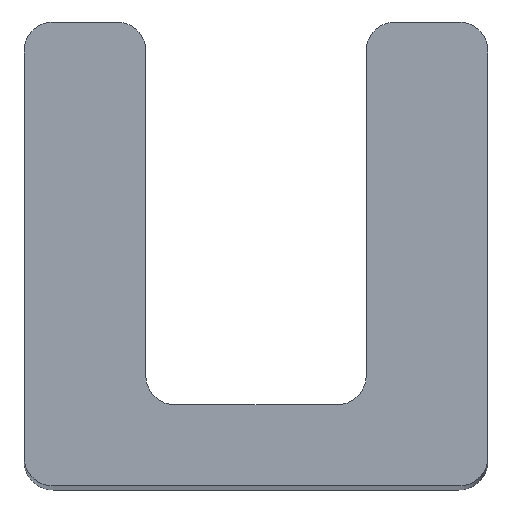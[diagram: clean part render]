
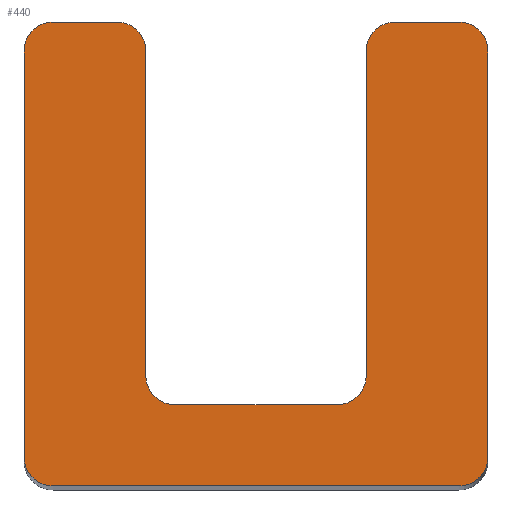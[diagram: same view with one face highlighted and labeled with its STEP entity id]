
A CAD part, top view. The second image highlights one B-rep face of the part: STEP entity #440.
In plain terms, the highlighted planar face has unit normal (0, 0, 1).
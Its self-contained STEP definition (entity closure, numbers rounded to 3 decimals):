
#4 = EDGE_CURVE ( 'NONE', #848, #149, #630, .T. ) ;
#12 = AXIS2_PLACEMENT_3D ( 'NONE', #1047, #367, #1156 ) ;
#28 = ORIENTED_EDGE ( 'NONE', *, *, #283, .T. ) ;
#30 = ORIENTED_EDGE ( 'NONE', *, *, #405, .T. ) ;
#34 = DIRECTION ( 'NONE',  ( 0., 1., 0. ) ) ;
#36 = ORIENTED_EDGE ( 'NONE', *, *, #1097, .T. ) ;
#37 = DIRECTION ( 'NONE',  ( 1., 0., 0. ) ) ;
#39 = AXIS2_PLACEMENT_3D ( 'NONE', #986, #303, #1098 ) ;
#54 = ORIENTED_EDGE ( 'NONE', *, *, #989, .T. ) ;
#63 = DIRECTION ( 'NONE',  ( 0., 0., 1. ) ) ;
#72 = VERTEX_POINT ( 'NONE', #1212 ) ;
#110 = DIRECTION ( 'NONE',  ( 0., 0., 1. ) ) ;
#114 = CARTESIAN_POINT ( 'NONE',  ( -4., 8., 40. ) ) ;
#117 = VECTOR ( 'NONE', #296, 1000. ) ;
#124 = CARTESIAN_POINT ( 'NONE',  ( 1.4, 1.4, 40. ) ) ;
#126 = DIRECTION ( 'NONE',  ( 0., 1., 0. ) ) ;
#131 = AXIS2_PLACEMENT_3D ( 'NONE', #550, #1346, #654 ) ;
#135 = ORIENTED_EDGE ( 'NONE', *, *, #698, .F. ) ;
#149 = VERTEX_POINT ( 'NONE', #1443 ) ;
#161 = CARTESIAN_POINT ( 'NONE',  ( -1.9, 1.4, 40. ) ) ;
#182 = CARTESIAN_POINT ( 'NONE',  ( 4., 8., 40. ) ) ;
#201 = LINE ( 'NONE', #389, #1082 ) ;
#231 = CARTESIAN_POINT ( 'NONE',  ( -2.4, 8., 40. ) ) ;
#248 = AXIS2_PLACEMENT_3D ( 'NONE', #1245, #564, #1360 ) ;
#281 = AXIS2_PLACEMENT_3D ( 'NONE', #547, #1344, #653 ) ;
#283 = EDGE_CURVE ( 'NONE', #72, #848, #955, .T. ) ;
#296 = DIRECTION ( 'NONE',  ( 1., 0., 0. ) ) ;
#301 = AXIS2_PLACEMENT_3D ( 'NONE', #644, #1437, #755 ) ;
#303 = DIRECTION ( 'NONE',  ( 0., 0., 1. ) ) ;
#315 = ORIENTED_EDGE ( 'NONE', *, *, #932, .T. ) ;
#333 = VECTOR ( 'NONE', #126, 1000. ) ;
#367 = DIRECTION ( 'NONE',  ( 0., 0., 1. ) ) ;
#389 = CARTESIAN_POINT ( 'NONE',  ( -1.9, 8., 40. ) ) ;
#390 = ORIENTED_EDGE ( 'NONE', *, *, #1157, .T. ) ;
#396 = VERTEX_POINT ( 'NONE', #946 ) ;
#405 = EDGE_CURVE ( 'NONE', #411, #842, #764, .T. ) ;
#407 = CIRCLE ( 'NONE', #702, 0.5 ) ;
#411 = VERTEX_POINT ( 'NONE', #1293 ) ;
#433 = ORIENTED_EDGE ( 'NONE', *, *, #1203, .T. ) ;
#440 = ADVANCED_FACE ( 'NONE', ( #738 ), #445, .T. ) ;
#445 = PLANE ( 'NONE',  #737 ) ;
#464 = CARTESIAN_POINT ( 'NONE',  ( 3.5, 8., 40. ) ) ;
#477 = VERTEX_POINT ( 'NONE', #785 ) ;
#480 = CIRCLE ( 'NONE', #248, 0.5 ) ;
#483 = LINE ( 'NONE', #161, #739 ) ;
#505 = CIRCLE ( 'NONE', #12, 0.5 ) ;
#507 = VECTOR ( 'NONE', #34, 1000. ) ;
#533 = CARTESIAN_POINT ( 'NONE',  ( -1.9, 1.9, 40. ) ) ;
#547 = CARTESIAN_POINT ( 'NONE',  ( 3.5, 0.5, 40. ) ) ;
#550 = CARTESIAN_POINT ( 'NONE',  ( -1.4, 1.9, 40. ) ) ;
#553 = CARTESIAN_POINT ( 'NONE',  ( -1.62, 8., 40. ) ) ;
#564 = DIRECTION ( 'NONE',  ( 0., 0., -1. ) ) ;
#600 = LINE ( 'NONE', #971, #1467 ) ;
#613 = DIRECTION ( 'NONE',  ( -1., 0., 0. ) ) ;
#628 = VECTOR ( 'NONE', #1475, 1000. ) ;
#630 = LINE ( 'NONE', #182, #333 ) ;
#633 = ORIENTED_EDGE ( 'NONE', *, *, #823, .T. ) ;
#644 = CARTESIAN_POINT ( 'NONE',  ( -2.4, 7.5, 40. ) ) ;
#653 = DIRECTION ( 'NONE',  ( 1., 0., 0. ) ) ;
#654 = DIRECTION ( 'NONE',  ( 1., 0., 0. ) ) ;
#659 = ORIENTED_EDGE ( 'NONE', *, *, #958, .T. ) ;
#666 = DIRECTION ( 'NONE',  ( 1., 0., 0. ) ) ;
#668 = EDGE_CURVE ( 'NONE', #1274, #396, #841, .T. ) ;
#687 = CIRCLE ( 'NONE', #39, 0.5 ) ;
#698 = EDGE_CURVE ( 'NONE', #1123, #842, #201, .T. ) ;
#702 = AXIS2_PLACEMENT_3D ( 'NONE', #786, #110, #908 ) ;
#706 = VECTOR ( 'NONE', #613, 1000. ) ;
#717 = CARTESIAN_POINT ( 'NONE',  ( 1.9, 8., 40. ) ) ;
#719 = EDGE_CURVE ( 'NONE', #411, #1418, #483, .T. ) ;
#729 = EDGE_CURVE ( 'NONE', #1208, #882, #1010, .T. ) ;
#737 = AXIS2_PLACEMENT_3D ( 'NONE', #553, #771, #666 ) ;
#738 = FACE_OUTER_BOUND ( 'NONE', #883, .T. ) ;
#739 = VECTOR ( 'NONE', #37, 1000. ) ;
#744 = CARTESIAN_POINT ( 'NONE',  ( 3.5, 7.5, 40. ) ) ;
#755 = DIRECTION ( 'NONE',  ( 1., 0., 0. ) ) ;
#764 = CIRCLE ( 'NONE', #131, 0.5 ) ;
#771 = DIRECTION ( 'NONE',  ( 0., 0., 1. ) ) ;
#785 = CARTESIAN_POINT ( 'NONE',  ( -4., 7.5, 40. ) ) ;
#786 = CARTESIAN_POINT ( 'NONE',  ( -3.5, 0.5, 40. ) ) ;
#823 = EDGE_CURVE ( 'NONE', #1406, #1056, #600, .T. ) ;
#837 = EDGE_CURVE ( 'NONE', #1123, #1406, #1202, .T. ) ;
#841 = LINE ( 'NONE', #717, #507 ) ;
#842 = VERTEX_POINT ( 'NONE', #533 ) ;
#846 = ORIENTED_EDGE ( 'NONE', *, *, #1162, .T. ) ;
#848 = VERTEX_POINT ( 'NONE', #1215 ) ;
#849 = CARTESIAN_POINT ( 'NONE',  ( 2.4, 8., 40. ) ) ;
#854 = ORIENTED_EDGE ( 'NONE', *, *, #719, .F. ) ;
#859 = DIRECTION ( 'NONE',  ( 1., 0., 0. ) ) ;
#882 = VERTEX_POINT ( 'NONE', #849 ) ;
#883 = EDGE_LOOP ( 'NONE', ( #135, #1459, #633, #54, #433, #846, #659, #28, #1127, #315, #1089, #36, #1473, #390, #854, #30 ) ) ;
#908 = DIRECTION ( 'NONE',  ( 1., 0., 0. ) ) ;
#932 = EDGE_CURVE ( 'NONE', #149, #1208, #1365, .T. ) ;
#939 = LINE ( 'NONE', #114, #628 ) ;
#946 = CARTESIAN_POINT ( 'NONE',  ( 1.9, 7.5, 40. ) ) ;
#952 = CARTESIAN_POINT ( 'NONE',  ( -1.62, 8., 40. ) ) ;
#955 = CIRCLE ( 'NONE', #281, 0.5 ) ;
#958 = EDGE_CURVE ( 'NONE', #1420, #72, #1031, .T. ) ;
#971 = CARTESIAN_POINT ( 'NONE',  ( -1.62, 8., 40. ) ) ;
#986 = CARTESIAN_POINT ( 'NONE',  ( -3.5, 7.5, 40. ) ) ;
#989 = EDGE_CURVE ( 'NONE', #1056, #477, #687, .T. ) ;
#1010 = LINE ( 'NONE', #952, #706 ) ;
#1031 = LINE ( 'NONE', #1092, #117 ) ;
#1047 = CARTESIAN_POINT ( 'NONE',  ( 2.4, 7.5, 40. ) ) ;
#1056 = VERTEX_POINT ( 'NONE', #1375 ) ;
#1082 = VECTOR ( 'NONE', #1403, 1000. ) ;
#1089 = ORIENTED_EDGE ( 'NONE', *, *, #729, .T. ) ;
#1092 = CARTESIAN_POINT ( 'NONE',  ( -4., 0., 40. ) ) ;
#1097 = EDGE_CURVE ( 'NONE', #882, #396, #505, .T. ) ;
#1098 = DIRECTION ( 'NONE',  ( 1., 0., 0. ) ) ;
#1123 = VERTEX_POINT ( 'NONE', #1163 ) ;
#1127 = ORIENTED_EDGE ( 'NONE', *, *, #4, .T. ) ;
#1156 = DIRECTION ( 'NONE',  ( 1., 0., 0. ) ) ;
#1157 = EDGE_CURVE ( 'NONE', #1274, #1418, #480, .T. ) ;
#1162 = EDGE_CURVE ( 'NONE', #1209, #1420, #407, .T. ) ;
#1163 = CARTESIAN_POINT ( 'NONE',  ( -1.9, 7.5, 40. ) ) ;
#1202 = CIRCLE ( 'NONE', #301, 0.5 ) ;
#1203 = EDGE_CURVE ( 'NONE', #477, #1209, #939, .T. ) ;
#1208 = VERTEX_POINT ( 'NONE', #464 ) ;
#1209 = VERTEX_POINT ( 'NONE', #1257 ) ;
#1211 = AXIS2_PLACEMENT_3D ( 'NONE', #744, #63, #859 ) ;
#1212 = CARTESIAN_POINT ( 'NONE',  ( 3.5, 0., 40. ) ) ;
#1215 = CARTESIAN_POINT ( 'NONE',  ( 4., 0.5, 40. ) ) ;
#1245 = CARTESIAN_POINT ( 'NONE',  ( 1.4, 1.9, 40. ) ) ;
#1257 = CARTESIAN_POINT ( 'NONE',  ( -4., 0.5, 40. ) ) ;
#1274 = VERTEX_POINT ( 'NONE', #1385 ) ;
#1293 = CARTESIAN_POINT ( 'NONE',  ( -1.4, 1.4, 40. ) ) ;
#1344 = DIRECTION ( 'NONE',  ( 0., 0., 1. ) ) ;
#1346 = DIRECTION ( 'NONE',  ( 0., 0., -1. ) ) ;
#1360 = DIRECTION ( 'NONE',  ( 1., 0., 0. ) ) ;
#1365 = CIRCLE ( 'NONE', #1211, 0.5 ) ;
#1373 = CARTESIAN_POINT ( 'NONE',  ( -3.5, 0., 40. ) ) ;
#1375 = CARTESIAN_POINT ( 'NONE',  ( -3.5, 8., 40. ) ) ;
#1385 = CARTESIAN_POINT ( 'NONE',  ( 1.9, 1.9, 40. ) ) ;
#1403 = DIRECTION ( 'NONE',  ( 0., -1., 0. ) ) ;
#1406 = VERTEX_POINT ( 'NONE', #231 ) ;
#1418 = VERTEX_POINT ( 'NONE', #124 ) ;
#1420 = VERTEX_POINT ( 'NONE', #1373 ) ;
#1421 = DIRECTION ( 'NONE',  ( -1., 0., 0. ) ) ;
#1437 = DIRECTION ( 'NONE',  ( 0., 0., 1. ) ) ;
#1443 = CARTESIAN_POINT ( 'NONE',  ( 4., 7.5, 40. ) ) ;
#1459 = ORIENTED_EDGE ( 'NONE', *, *, #837, .T. ) ;
#1467 = VECTOR ( 'NONE', #1421, 1000. ) ;
#1473 = ORIENTED_EDGE ( 'NONE', *, *, #668, .F. ) ;
#1475 = DIRECTION ( 'NONE',  ( 0., -1., 0. ) ) ;
